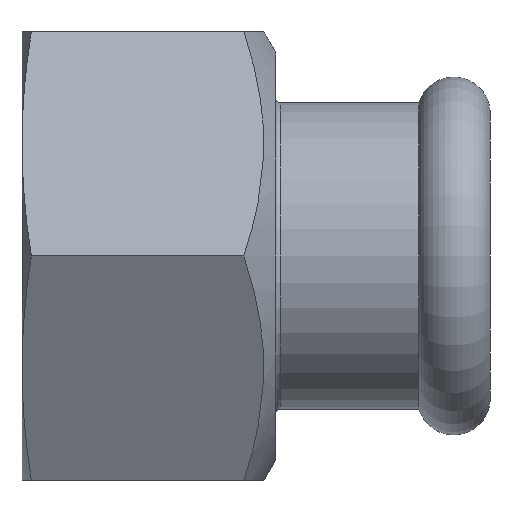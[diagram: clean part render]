
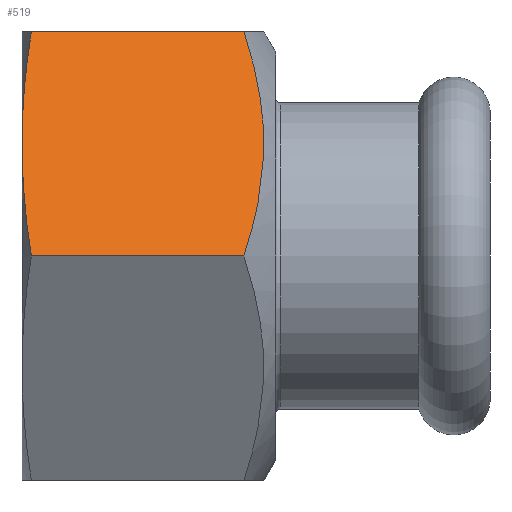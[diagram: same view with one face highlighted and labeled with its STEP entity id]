
A CAD part, left-side view. The second image highlights one B-rep face of the part: STEP entity #519.
In plain terms, the highlighted planar face has unit normal (-0.866, 0, 0.5).
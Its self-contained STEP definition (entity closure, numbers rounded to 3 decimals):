
#31=(
BOUNDED_CURVE()
B_SPLINE_CURVE(2,(#944,#945,#946),.UNSPECIFIED.,.F.,.F.)
B_SPLINE_CURVE_WITH_KNOTS((3,3),(0.157,2.903),
 .UNSPECIFIED.)
CURVE()
GEOMETRIC_REPRESENTATION_ITEM()
RATIONAL_B_SPLINE_CURVE((1.019,1.177,1.019))
REPRESENTATION_ITEM('')
);
#32=(
BOUNDED_CURVE()
B_SPLINE_CURVE(2,(#947,#948,#949),.UNSPECIFIED.,.F.,.F.)
B_SPLINE_CURVE_WITH_KNOTS((3,3),(1.513,2.865),
 .UNSPECIFIED.)
CURVE()
GEOMETRIC_REPRESENTATION_ITEM()
RATIONAL_B_SPLINE_CURVE((1.,1.043,1.009))
REPRESENTATION_ITEM('')
);
#33=(
BOUNDED_CURVE()
B_SPLINE_CURVE(2,(#950,#951,#952),.UNSPECIFIED.,.F.,.F.)
B_SPLINE_CURVE_WITH_KNOTS((3,3),(0.162,1.513),
 .UNSPECIFIED.)
CURVE()
GEOMETRIC_REPRESENTATION_ITEM()
RATIONAL_B_SPLINE_CURVE((1.009,1.043,1.))
REPRESENTATION_ITEM('')
);
#45=PLANE('',#599);
#61=LINE('',#878,#77);
#66=LINE('',#942,#82);
#77=VECTOR('',#716,10.);
#82=VECTOR('',#729,10.);
#110=FACE_OUTER_BOUND('',#143,.T.);
#143=EDGE_LOOP('',(#416,#417,#418,#419,#420));
#225=VERTEX_POINT('',#847);
#233=VERTEX_POINT('',#872);
#235=VERTEX_POINT('',#877);
#244=VERTEX_POINT('',#931);
#245=VERTEX_POINT('',#938);
#294=EDGE_CURVE('',#233,#235,#61,.T.);
#314=EDGE_CURVE('',#244,#245,#66,.T.);
#315=EDGE_CURVE('',#244,#233,#31,.T.);
#316=EDGE_CURVE('',#225,#245,#32,.T.);
#317=EDGE_CURVE('',#235,#225,#33,.T.);
#416=ORIENTED_EDGE('',*,*,#315,.F.);
#417=ORIENTED_EDGE('',*,*,#314,.T.);
#418=ORIENTED_EDGE('',*,*,#316,.F.);
#419=ORIENTED_EDGE('',*,*,#317,.F.);
#420=ORIENTED_EDGE('',*,*,#294,.F.);
#519=ADVANCED_FACE('',(#110),#45,.T.);
#599=AXIS2_PLACEMENT_3D('',#943,#730,#731);
#716=DIRECTION('',(0.,1.,0.));
#729=DIRECTION('',(0.,1.,0.));
#730=DIRECTION('center_axis',(-0.866,0.,0.5));
#731=DIRECTION('ref_axis',(0.5,0.,0.866));
#847=CARTESIAN_POINT('',(-19.919,48.,11.5));
#872=CARTESIAN_POINT('',(-26.558,25.249,0.));
#877=CARTESIAN_POINT('',(-26.558,47.047,0.));
#878=CARTESIAN_POINT('',(-26.558,0.,0.));
#931=CARTESIAN_POINT('',(-13.279,25.249,23.));
#938=CARTESIAN_POINT('',(-13.279,47.047,23.));
#942=CARTESIAN_POINT('',(-13.279,0.,23.));
#943=CARTESIAN_POINT('Origin',(-26.558,0.,0.));
#944=CARTESIAN_POINT('Ctrl Pts',(-13.279,25.249,23.));
#945=CARTESIAN_POINT('Ctrl Pts',(-19.919,21.416,11.5));
#946=CARTESIAN_POINT('Ctrl Pts',(-26.558,25.249,0.));
#947=CARTESIAN_POINT('Ctrl Pts',(-19.919,48.,11.5));
#948=CARTESIAN_POINT('Ctrl Pts',(-16.837,48.,16.837));
#949=CARTESIAN_POINT('Ctrl Pts',(-13.279,47.047,23.));
#950=CARTESIAN_POINT('Ctrl Pts',(-26.558,47.047,0.));
#951=CARTESIAN_POINT('Ctrl Pts',(-23.,48.,6.163));
#952=CARTESIAN_POINT('Ctrl Pts',(-19.919,48.,11.5));
